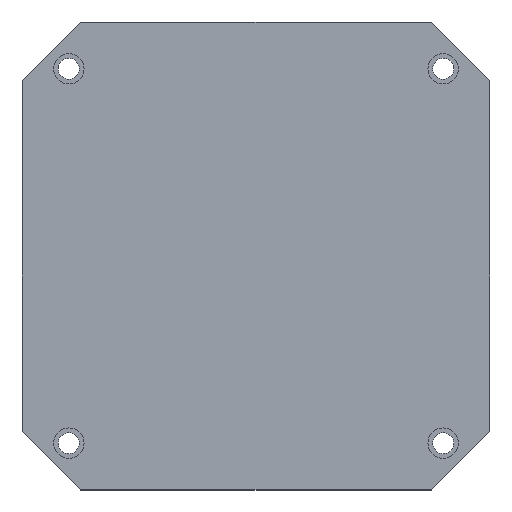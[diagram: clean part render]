
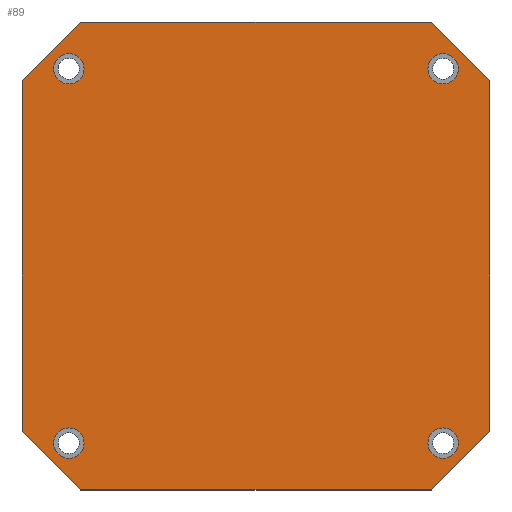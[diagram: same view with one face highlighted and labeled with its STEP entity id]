
A CAD part, top view. The second image highlights one B-rep face of the part: STEP entity #89.
In plain terms, the highlighted planar face has unit normal (0, 0, 1).
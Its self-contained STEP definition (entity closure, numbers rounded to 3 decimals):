
#89 = ADVANCED_FACE( '', ( #145, #146, #147, #148, #149 ), #150, .T. );
#145 = FACE_BOUND( '', #230, .T. );
#146 = FACE_BOUND( '', #231, .T. );
#147 = FACE_BOUND( '', #232, .T. );
#148 = FACE_BOUND( '', #233, .T. );
#149 = FACE_OUTER_BOUND( '', #234, .T. );
#150 = PLANE( '', #235 );
#230 = EDGE_LOOP( '', ( #371 ) );
#231 = EDGE_LOOP( '', ( #372 ) );
#232 = EDGE_LOOP( '', ( #373 ) );
#233 = EDGE_LOOP( '', ( #374 ) );
#234 = EDGE_LOOP( '', ( #375, #376, #377, #378, #379, #380, #381, #382 ) );
#235 = AXIS2_PLACEMENT_3D( '', #383, #384, #385 );
#371 = ORIENTED_EDGE( '', *, *, #490, .T. );
#372 = ORIENTED_EDGE( '', *, *, #491, .T. );
#373 = ORIENTED_EDGE( '', *, *, #492, .T. );
#374 = ORIENTED_EDGE( '', *, *, #493, .T. );
#375 = ORIENTED_EDGE( '', *, *, #472, .T. );
#376 = ORIENTED_EDGE( '', *, *, #477, .T. );
#377 = ORIENTED_EDGE( '', *, *, #473, .T. );
#378 = ORIENTED_EDGE( '', *, *, #479, .T. );
#379 = ORIENTED_EDGE( '', *, *, #494, .T. );
#380 = ORIENTED_EDGE( '', *, *, #487, .T. );
#381 = ORIENTED_EDGE( '', *, *, #453, .T. );
#382 = ORIENTED_EDGE( '', *, *, #457, .T. );
#383 = CARTESIAN_POINT( '', ( -200., -200., 50. ) );
#384 = DIRECTION( '', ( 0., 0., 1. ) );
#385 = DIRECTION( '', ( 1., 0., 0. ) );
#453 = EDGE_CURVE( '', #502, #503, #504, .T. );
#457 = EDGE_CURVE( '', #503, #510, #511, .F. );
#472 = EDGE_CURVE( '', #510, #533, #535, .T. );
#473 = EDGE_CURVE( '', #536, #537, #538, .T. );
#477 = EDGE_CURVE( '', #533, #536, #544, .F. );
#479 = EDGE_CURVE( '', #537, #546, #547, .F. );
#487 = EDGE_CURVE( '', #560, #502, #561, .F. );
#490 = EDGE_CURVE( '', #565, #565, #566, .T. );
#491 = EDGE_CURVE( '', #567, #567, #568, .T. );
#492 = EDGE_CURVE( '', #569, #569, #570, .T. );
#493 = EDGE_CURVE( '', #571, #571, #572, .T. );
#494 = EDGE_CURVE( '', #546, #560, #573, .T. );
#502 = VERTEX_POINT( '', #586 );
#503 = VERTEX_POINT( '', #587 );
#504 = LINE( '', #588, #589 );
#510 = VERTEX_POINT( '', #598 );
#511 = LINE( '', #599, #600 );
#533 = VERTEX_POINT( '', #625 );
#535 = LINE( '', #628, #629 );
#536 = VERTEX_POINT( '', #630 );
#537 = VERTEX_POINT( '', #631 );
#538 = LINE( '', #632, #633 );
#544 = LINE( '', #642, #643 );
#546 = VERTEX_POINT( '', #646 );
#547 = LINE( '', #647, #648 );
#560 = VERTEX_POINT( '', #665 );
#561 = LINE( '', #666, #667 );
#565 = VERTEX_POINT( '', #672 );
#566 = CIRCLE( '', #673, 13. );
#567 = VERTEX_POINT( '', #674 );
#568 = CIRCLE( '', #675, 13. );
#569 = VERTEX_POINT( '', #676 );
#570 = CIRCLE( '', #677, 13. );
#571 = VERTEX_POINT( '', #678 );
#572 = CIRCLE( '', #679, 13. );
#573 = LINE( '', #680, #681 );
#586 = CARTESIAN_POINT( '', ( -200., 150., 50. ) );
#587 = CARTESIAN_POINT( '', ( -200., -150., 50. ) );
#588 = CARTESIAN_POINT( '', ( -200., 200., 50. ) );
#589 = VECTOR( '', #694, 1000. );
#598 = CARTESIAN_POINT( '', ( -150., -200., 50. ) );
#599 = CARTESIAN_POINT( '', ( -175., -175., 50. ) );
#600 = VECTOR( '', #698, 1000. );
#625 = CARTESIAN_POINT( '', ( 150., -200., 50. ) );
#628 = CARTESIAN_POINT( '', ( -200., -200., 50. ) );
#629 = VECTOR( '', #727, 1000. );
#630 = CARTESIAN_POINT( '', ( 200., -150., 50. ) );
#631 = CARTESIAN_POINT( '', ( 200., 150., 50. ) );
#632 = CARTESIAN_POINT( '', ( 200., -200., 50. ) );
#633 = VECTOR( '', #728, 1000. );
#642 = CARTESIAN_POINT( '', ( -25., -375., 50. ) );
#643 = VECTOR( '', #732, 1000. );
#646 = CARTESIAN_POINT( '', ( 150., 200., 50. ) );
#647 = CARTESIAN_POINT( '', ( 175., 175., 50. ) );
#648 = VECTOR( '', #734, 1000. );
#665 = CARTESIAN_POINT( '', ( -150., 200., 50. ) );
#666 = CARTESIAN_POINT( '', ( -375., -25., 50. ) );
#667 = VECTOR( '', #748, 1000. );
#672 = CARTESIAN_POINT( '', ( -160., 147., 50. ) );
#673 = AXIS2_PLACEMENT_3D( '', #753, #754, #755 );
#674 = CARTESIAN_POINT( '', ( 160., 147., 50. ) );
#675 = AXIS2_PLACEMENT_3D( '', #756, #757, #758 );
#676 = CARTESIAN_POINT( '', ( 160., -173., 50. ) );
#677 = AXIS2_PLACEMENT_3D( '', #759, #760, #761 );
#678 = CARTESIAN_POINT( '', ( -160., -173., 50. ) );
#679 = AXIS2_PLACEMENT_3D( '', #762, #763, #764 );
#680 = CARTESIAN_POINT( '', ( 200., 200., 50. ) );
#681 = VECTOR( '', #765, 1000. );
#694 = DIRECTION( '', ( 0., -1., 0. ) );
#698 = DIRECTION( '', ( -0.707, 0.707, 0. ) );
#727 = DIRECTION( '', ( 1., 0., 0. ) );
#728 = DIRECTION( '', ( 0., 1., 0. ) );
#732 = DIRECTION( '', ( -0.707, -0.707, 0. ) );
#734 = DIRECTION( '', ( 0.707, -0.707, 0. ) );
#748 = DIRECTION( '', ( 0.707, 0.707, 0. ) );
#753 = CARTESIAN_POINT( '', ( -160., 160., 50. ) );
#754 = DIRECTION( '', ( 0., 0., -1. ) );
#755 = DIRECTION( '', ( 0., -1., 0. ) );
#756 = CARTESIAN_POINT( '', ( 160., 160., 50. ) );
#757 = DIRECTION( '', ( 0., 0., -1. ) );
#758 = DIRECTION( '', ( 0., -1., 0. ) );
#759 = CARTESIAN_POINT( '', ( 160., -160., 50. ) );
#760 = DIRECTION( '', ( 0., 0., -1. ) );
#761 = DIRECTION( '', ( 0., -1., 0. ) );
#762 = CARTESIAN_POINT( '', ( -160., -160., 50. ) );
#763 = DIRECTION( '', ( 0., 0., -1. ) );
#764 = DIRECTION( '', ( 0., -1., 0. ) );
#765 = DIRECTION( '', ( -1., 0., 0. ) );
